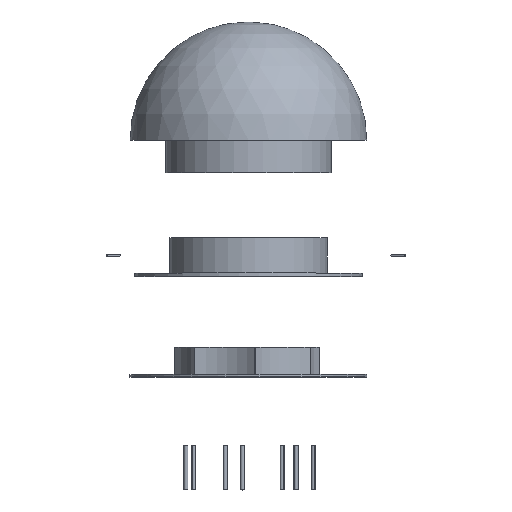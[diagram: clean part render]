
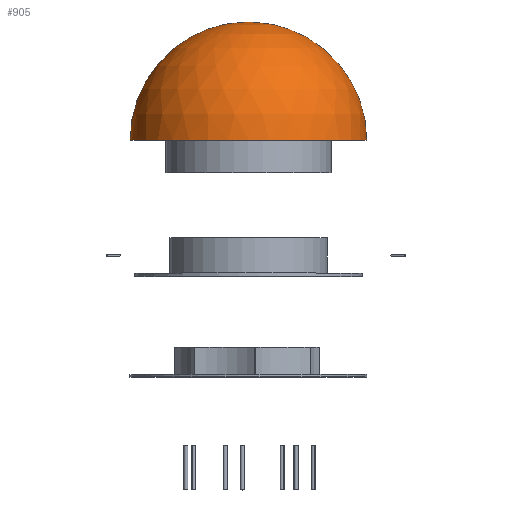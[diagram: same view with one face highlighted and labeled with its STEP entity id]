
A CAD part, top view. The second image highlights one B-rep face of the part: STEP entity #905.
In plain terms, the highlighted spherical face has radius 228.6 mm.
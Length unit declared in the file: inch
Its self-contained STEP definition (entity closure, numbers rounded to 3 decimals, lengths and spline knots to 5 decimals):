
#468 = VERTEX_POINT ( 'NONE', #1418 ) ;
#757 = AXIS2_PLACEMENT_3D ( 'NONE', #3478, #2116, #3951 ) ;
#905 = ADVANCED_FACE ( 'NONE', ( #2955 ), #2030, .T. ) ;
#1165 = EDGE_CURVE ( 'NONE', #468, #5627, #2867, .T. ) ;
#1418 = CARTESIAN_POINT ( 'NONE',  ( -9., 0., 0. ) ) ;
#2006 = AXIS2_PLACEMENT_3D ( 'NONE', #3356, #5187, #2929 ) ;
#2030 = SPHERICAL_SURFACE ( 'NONE', #2006, 9. ) ;
#2116 = DIRECTION ( 'NONE',  ( 0., 0., -1. ) ) ;
#2629 = DIRECTION ( 'NONE',  ( -1., 0., 0. ) ) ;
#2867 = CIRCLE ( 'NONE', #757, 9. ) ;
#2915 = CARTESIAN_POINT ( 'NONE',  ( 9., 0., 0. ) ) ;
#2929 = DIRECTION ( 'NONE',  ( 1., 0., 0. ) ) ;
#2955 = FACE_OUTER_BOUND ( 'NONE', #5695, .T. ) ;
#3356 = CARTESIAN_POINT ( 'NONE',  ( 0., 0., 0. ) ) ;
#3449 = EDGE_CURVE ( 'NONE', #468, #5627, #5454, .T. ) ;
#3478 = CARTESIAN_POINT ( 'NONE',  ( 0., 0., 0. ) ) ;
#3951 = DIRECTION ( 'NONE',  ( -1., 0., 0. ) ) ;
#3959 = ORIENTED_EDGE ( 'NONE', *, *, #3449, .T. ) ;
#4623 = ORIENTED_EDGE ( 'NONE', *, *, #1165, .F. ) ;
#4950 = DIRECTION ( 'NONE',  ( 0., 1., 0. ) ) ;
#5187 = DIRECTION ( 'NONE',  ( 0., -1., 0. ) ) ;
#5454 = CIRCLE ( 'NONE', #5647, 9. ) ;
#5499 = CARTESIAN_POINT ( 'NONE',  ( 0., 0., 0. ) ) ;
#5627 = VERTEX_POINT ( 'NONE', #2915 ) ;
#5647 = AXIS2_PLACEMENT_3D ( 'NONE', #5499, #4950, #2629 ) ;
#5695 = EDGE_LOOP ( 'NONE', ( #4623, #3959 ) ) ;
